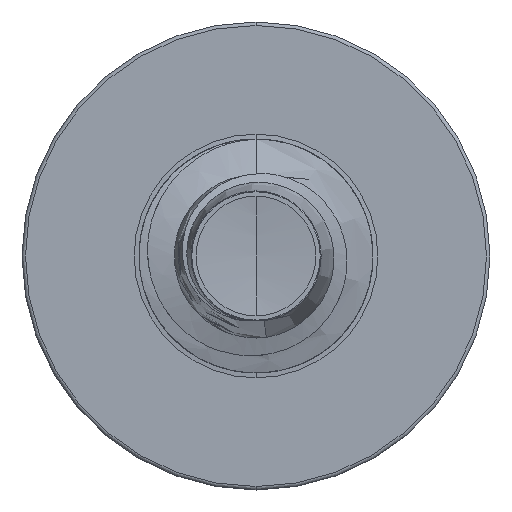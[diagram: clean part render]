
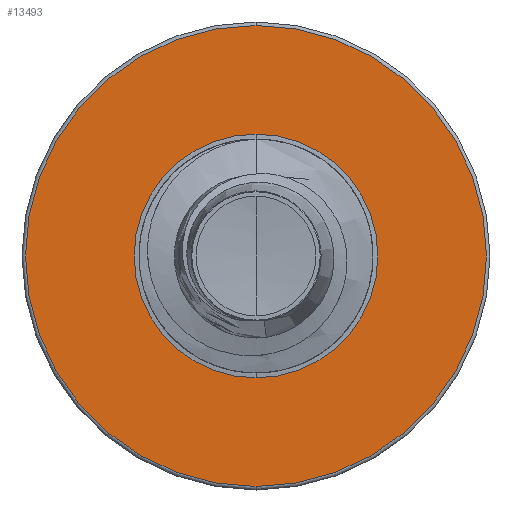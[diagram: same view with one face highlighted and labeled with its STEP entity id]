
A CAD part, front view. The second image highlights one B-rep face of the part: STEP entity #13493.
In plain terms, the highlighted planar face has unit normal (0, -1, 0).
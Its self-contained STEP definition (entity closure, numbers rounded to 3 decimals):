
#808 = EDGE_LOOP ( 'NONE', ( #23421, #16545 ) ) ;
#818 = AXIS2_PLACEMENT_3D ( 'NONE', #23843, #12573, #1226 ) ;
#1226 = DIRECTION ( 'NONE',  ( 0., 0., 1. ) ) ;
#2072 = ORIENTED_EDGE ( 'NONE', *, *, #11362, .F. ) ;
#2747 = CARTESIAN_POINT ( 'NONE',  ( 0., 15., 0. ) ) ;
#3169 = CIRCLE ( 'NONE', #18391, 2.955 ) ;
#3579 = CARTESIAN_POINT ( 'NONE',  ( 0., 15., -1.562 ) ) ;
#3611 = VERTEX_POINT ( 'NONE', #16474 ) ;
#3756 = CIRCLE ( 'NONE', #4130, 1.562 ) ;
#3761 = CARTESIAN_POINT ( 'NONE',  ( 0., 15., 2.955 ) ) ;
#4130 = AXIS2_PLACEMENT_3D ( 'NONE', #21724, #10429, #23609 ) ;
#4279 = EDGE_CURVE ( 'NONE', #22720, #10055, #3756, .T. ) ;
#4645 = DIRECTION ( 'NONE',  ( 0., 0., 1. ) ) ;
#6509 = PLANE ( 'NONE',  #15387 ) ;
#6756 = EDGE_LOOP ( 'NONE', ( #2072, #13270 ) ) ;
#8403 = DIRECTION ( 'NONE',  ( 0., 1., 0. ) ) ;
#8457 = CIRCLE ( 'NONE', #818, 1.562 ) ;
#9058 = FACE_BOUND ( 'NONE', #808, .T. ) ;
#9851 = DIRECTION ( 'NONE',  ( 0., 1., 0. ) ) ;
#10055 = VERTEX_POINT ( 'NONE', #22705 ) ;
#10429 = DIRECTION ( 'NONE',  ( 0., 1., 0. ) ) ;
#10772 = EDGE_CURVE ( 'NONE', #3611, #12453, #23824, .T. ) ;
#10806 = AXIS2_PLACEMENT_3D ( 'NONE', #21158, #9851, #23042 ) ;
#10848 = FACE_OUTER_BOUND ( 'NONE', #6756, .T. ) ;
#11362 = EDGE_CURVE ( 'NONE', #12453, #3611, #3169, .T. ) ;
#12453 = VERTEX_POINT ( 'NONE', #3761 ) ;
#12573 = DIRECTION ( 'NONE',  ( 0., 1., 0. ) ) ;
#13270 = ORIENTED_EDGE ( 'NONE', *, *, #10772, .F. ) ;
#13493 = ADVANCED_FACE ( 'NONE', ( #10848, #9058 ), #6509, .F. ) ;
#15387 = AXIS2_PLACEMENT_3D ( 'NONE', #21518, #8403, #21607 ) ;
#15962 = DIRECTION ( 'NONE',  ( 0., 1., 0. ) ) ;
#16474 = CARTESIAN_POINT ( 'NONE',  ( 0., 15., -2.955 ) ) ;
#16545 = ORIENTED_EDGE ( 'NONE', *, *, #4279, .T. ) ;
#18391 = AXIS2_PLACEMENT_3D ( 'NONE', #2747, #15962, #4645 ) ;
#21158 = CARTESIAN_POINT ( 'NONE',  ( 0., 15., 0. ) ) ;
#21354 = EDGE_CURVE ( 'NONE', #10055, #22720, #8457, .T. ) ;
#21518 = CARTESIAN_POINT ( 'NONE',  ( 0., 15., -1.562 ) ) ;
#21607 = DIRECTION ( 'NONE',  ( 0., 0., 1. ) ) ;
#21724 = CARTESIAN_POINT ( 'NONE',  ( 0., 15., 0. ) ) ;
#22705 = CARTESIAN_POINT ( 'NONE',  ( 0., 15., 1.562 ) ) ;
#22720 = VERTEX_POINT ( 'NONE', #3579 ) ;
#23042 = DIRECTION ( 'NONE',  ( 0., 0., 1. ) ) ;
#23421 = ORIENTED_EDGE ( 'NONE', *, *, #21354, .T. ) ;
#23609 = DIRECTION ( 'NONE',  ( 0., 0., 1. ) ) ;
#23824 = CIRCLE ( 'NONE', #10806, 2.955 ) ;
#23843 = CARTESIAN_POINT ( 'NONE',  ( 0., 15., 0. ) ) ;
